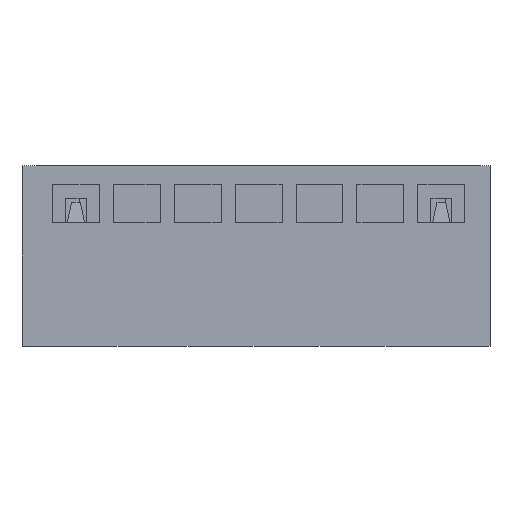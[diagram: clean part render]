
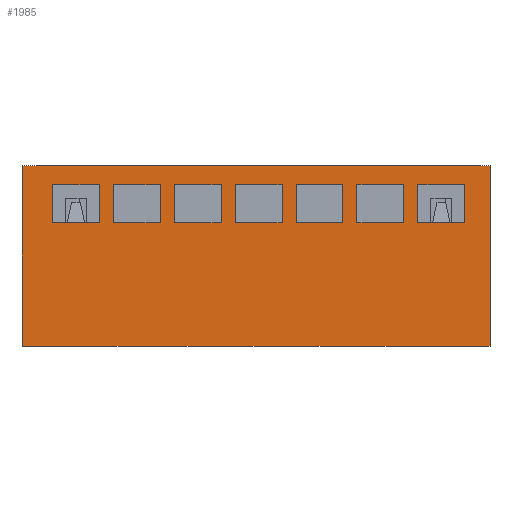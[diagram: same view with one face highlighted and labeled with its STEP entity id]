
A CAD part, front view. The second image highlights one B-rep face of the part: STEP entity #1985.
In plain terms, the highlighted planar face has unit normal (0, -1, 0).
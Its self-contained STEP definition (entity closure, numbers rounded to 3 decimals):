
#1793=FACE_BOUND('',#2719,.T.);
#1794=FACE_BOUND('',#2720,.T.);
#1795=FACE_BOUND('',#2721,.T.);
#1796=FACE_BOUND('',#2722,.T.);
#1797=FACE_BOUND('',#2723,.T.);
#1798=FACE_BOUND('',#2724,.T.);
#1799=FACE_BOUND('',#2725,.T.);
#1800=FACE_BOUND('',#2726,.T.);
#1985=ADVANCED_FACE('',(#1793,#1794,#1795,#1796,#1797,#1798,#1799,#1800),
#2229,.T.);
#2229=PLANE('',#6756);
#2719=EDGE_LOOP('',(#3528,#3529,#3530,#3531));
#2720=EDGE_LOOP('',(#3532,#3533,#3534,#3535));
#2721=EDGE_LOOP('',(#3536,#3537,#3538,#3539));
#2722=EDGE_LOOP('',(#3540,#3541,#3542,#3543));
#2723=EDGE_LOOP('',(#3544,#3545,#3546,#3547));
#2724=EDGE_LOOP('',(#3548,#3549,#3550,#3551));
#2725=EDGE_LOOP('',(#3552,#3553,#3554,#3555));
#2726=EDGE_LOOP('',(#3556,#3557,#3558,#3559));
#3528=ORIENTED_EDGE('',*,*,#5025,.T.);
#3529=ORIENTED_EDGE('',*,*,#4949,.T.);
#3530=ORIENTED_EDGE('',*,*,#4947,.T.);
#3531=ORIENTED_EDGE('',*,*,#4945,.T.);
#3532=ORIENTED_EDGE('',*,*,#4943,.T.);
#3533=ORIENTED_EDGE('',*,*,#4941,.T.);
#3534=ORIENTED_EDGE('',*,*,#4939,.T.);
#3535=ORIENTED_EDGE('',*,*,#4937,.T.);
#3536=ORIENTED_EDGE('',*,*,#4935,.T.);
#3537=ORIENTED_EDGE('',*,*,#4933,.T.);
#3538=ORIENTED_EDGE('',*,*,#4931,.T.);
#3539=ORIENTED_EDGE('',*,*,#4929,.T.);
#3540=ORIENTED_EDGE('',*,*,#4927,.T.);
#3541=ORIENTED_EDGE('',*,*,#4925,.T.);
#3542=ORIENTED_EDGE('',*,*,#4923,.T.);
#3543=ORIENTED_EDGE('',*,*,#4921,.T.);
#3544=ORIENTED_EDGE('',*,*,#5026,.F.);
#3545=ORIENTED_EDGE('',*,*,#5027,.T.);
#3546=ORIENTED_EDGE('',*,*,#5002,.F.);
#3547=ORIENTED_EDGE('',*,*,#4974,.T.);
#3548=ORIENTED_EDGE('',*,*,#5028,.T.);
#3549=ORIENTED_EDGE('',*,*,#5029,.T.);
#3550=ORIENTED_EDGE('',*,*,#5030,.T.);
#3551=ORIENTED_EDGE('',*,*,#5031,.T.);
#3552=ORIENTED_EDGE('',*,*,#5032,.T.);
#3553=ORIENTED_EDGE('',*,*,#5033,.T.);
#3554=ORIENTED_EDGE('',*,*,#5034,.T.);
#3555=ORIENTED_EDGE('',*,*,#5035,.T.);
#3556=ORIENTED_EDGE('',*,*,#5036,.T.);
#3557=ORIENTED_EDGE('',*,*,#5037,.T.);
#3558=ORIENTED_EDGE('',*,*,#5038,.T.);
#3559=ORIENTED_EDGE('',*,*,#5039,.T.);
#4400=VERTEX_POINT('',#8648);
#4401=VERTEX_POINT('',#8650);
#4402=VERTEX_POINT('',#8654);
#4403=VERTEX_POINT('',#8658);
#4404=VERTEX_POINT('',#8664);
#4405=VERTEX_POINT('',#8666);
#4406=VERTEX_POINT('',#8670);
#4407=VERTEX_POINT('',#8674);
#4408=VERTEX_POINT('',#8680);
#4409=VERTEX_POINT('',#8682);
#4410=VERTEX_POINT('',#8686);
#4411=VERTEX_POINT('',#8690);
#4412=VERTEX_POINT('',#8696);
#4413=VERTEX_POINT('',#8698);
#4414=VERTEX_POINT('',#8702);
#4415=VERTEX_POINT('',#8706);
#4429=VERTEX_POINT('',#8752);
#4430=VERTEX_POINT('',#8754);
#4442=VERTEX_POINT('',#8818);
#4460=VERTEX_POINT('',#8861);
#4461=VERTEX_POINT('',#8864);
#4462=VERTEX_POINT('',#8865);
#4463=VERTEX_POINT('',#8867);
#4464=VERTEX_POINT('',#8869);
#4465=VERTEX_POINT('',#8872);
#4466=VERTEX_POINT('',#8873);
#4467=VERTEX_POINT('',#8875);
#4468=VERTEX_POINT('',#8877);
#4469=VERTEX_POINT('',#8880);
#4470=VERTEX_POINT('',#8881);
#4471=VERTEX_POINT('',#8883);
#4472=VERTEX_POINT('',#8885);
#4921=EDGE_CURVE('',#4401,#4400,#5588,.T.);
#4923=EDGE_CURVE('',#4402,#4401,#5590,.T.);
#4925=EDGE_CURVE('',#4403,#4402,#5592,.T.);
#4927=EDGE_CURVE('',#4400,#4403,#5594,.T.);
#4929=EDGE_CURVE('',#4405,#4404,#5596,.T.);
#4931=EDGE_CURVE('',#4406,#4405,#5598,.T.);
#4933=EDGE_CURVE('',#4407,#4406,#5600,.T.);
#4935=EDGE_CURVE('',#4404,#4407,#5602,.T.);
#4937=EDGE_CURVE('',#4409,#4408,#5604,.T.);
#4939=EDGE_CURVE('',#4410,#4409,#5606,.T.);
#4941=EDGE_CURVE('',#4411,#4410,#5608,.T.);
#4943=EDGE_CURVE('',#4408,#4411,#5610,.T.);
#4945=EDGE_CURVE('',#4413,#4412,#5612,.T.);
#4947=EDGE_CURVE('',#4414,#4413,#5614,.T.);
#4949=EDGE_CURVE('',#4415,#4414,#5616,.T.);
#4974=EDGE_CURVE('',#4430,#4429,#5640,.T.);
#5002=EDGE_CURVE('',#4430,#4442,#5665,.T.);
#5025=EDGE_CURVE('',#4412,#4415,#5688,.T.);
#5026=EDGE_CURVE('',#4460,#4429,#5689,.T.);
#5027=EDGE_CURVE('',#4460,#4442,#5690,.T.);
#5028=EDGE_CURVE('',#4461,#4462,#5691,.T.);
#5029=EDGE_CURVE('',#4462,#4463,#5692,.T.);
#5030=EDGE_CURVE('',#4463,#4464,#5693,.T.);
#5031=EDGE_CURVE('',#4464,#4461,#5694,.T.);
#5032=EDGE_CURVE('',#4465,#4466,#5695,.T.);
#5033=EDGE_CURVE('',#4466,#4467,#5696,.T.);
#5034=EDGE_CURVE('',#4467,#4468,#5697,.T.);
#5035=EDGE_CURVE('',#4468,#4465,#5698,.T.);
#5036=EDGE_CURVE('',#4469,#4470,#5699,.T.);
#5037=EDGE_CURVE('',#4470,#4471,#5700,.T.);
#5038=EDGE_CURVE('',#4471,#4472,#5701,.T.);
#5039=EDGE_CURVE('',#4472,#4469,#5702,.T.);
#5588=LINE('',#8649,#6244);
#5590=LINE('',#8653,#6246);
#5592=LINE('',#8657,#6248);
#5594=LINE('',#8661,#6250);
#5596=LINE('',#8665,#6252);
#5598=LINE('',#8669,#6254);
#5600=LINE('',#8673,#6256);
#5602=LINE('',#8677,#6258);
#5604=LINE('',#8681,#6260);
#5606=LINE('',#8685,#6262);
#5608=LINE('',#8689,#6264);
#5610=LINE('',#8693,#6266);
#5612=LINE('',#8697,#6268);
#5614=LINE('',#8701,#6270);
#5616=LINE('',#8705,#6272);
#5640=LINE('',#8753,#6296);
#5665=LINE('',#8817,#6321);
#5688=LINE('',#8859,#6344);
#5689=LINE('',#8860,#6345);
#5690=LINE('',#8862,#6346);
#5691=LINE('',#8863,#6347);
#5692=LINE('',#8866,#6348);
#5693=LINE('',#8868,#6349);
#5694=LINE('',#8870,#6350);
#5695=LINE('',#8871,#6351);
#5696=LINE('',#8874,#6352);
#5697=LINE('',#8876,#6353);
#5698=LINE('',#8878,#6354);
#5699=LINE('',#8879,#6355);
#5700=LINE('',#8882,#6356);
#5701=LINE('',#8884,#6357);
#5702=LINE('',#8886,#6358);
#6244=VECTOR('',#7363,1.);
#6246=VECTOR('',#7367,1.);
#6248=VECTOR('',#7371,1.);
#6250=VECTOR('',#7375,1.);
#6252=VECTOR('',#7379,1.);
#6254=VECTOR('',#7383,1.);
#6256=VECTOR('',#7387,1.);
#6258=VECTOR('',#7391,1.);
#6260=VECTOR('',#7395,1.);
#6262=VECTOR('',#7399,1.);
#6264=VECTOR('',#7403,1.);
#6266=VECTOR('',#7407,1.);
#6268=VECTOR('',#7411,1.);
#6270=VECTOR('',#7415,1.);
#6272=VECTOR('',#7419,1.);
#6296=VECTOR('',#7461,1.);
#6321=VECTOR('',#7516,1.);
#6344=VECTOR('',#7541,1.);
#6345=VECTOR('',#7542,1.);
#6346=VECTOR('',#7543,1.);
#6347=VECTOR('',#7544,1.);
#6348=VECTOR('',#7545,1.);
#6349=VECTOR('',#7546,1.);
#6350=VECTOR('',#7547,1.);
#6351=VECTOR('',#7548,1.);
#6352=VECTOR('',#7549,1.);
#6353=VECTOR('',#7550,1.);
#6354=VECTOR('',#7551,1.);
#6355=VECTOR('',#7552,1.);
#6356=VECTOR('',#7553,1.);
#6357=VECTOR('',#7554,1.);
#6358=VECTOR('',#7555,1.);
#6756=AXIS2_PLACEMENT_3D('',#8887,#7556,#7557);
#7363=DIRECTION('',(0.,0.,-1.));
#7367=DIRECTION('',(1.,0.,0.));
#7371=DIRECTION('',(0.,0.,1.));
#7375=DIRECTION('',(-1.,0.,0.));
#7379=DIRECTION('',(0.,0.,-1.));
#7383=DIRECTION('',(1.,0.,0.));
#7387=DIRECTION('',(0.,0.,1.));
#7391=DIRECTION('',(-1.,0.,0.));
#7395=DIRECTION('',(0.,0.,-1.));
#7399=DIRECTION('',(1.,0.,0.));
#7403=DIRECTION('',(0.,0.,1.));
#7407=DIRECTION('',(-1.,0.,0.));
#7411=DIRECTION('',(0.,0.,-1.));
#7415=DIRECTION('',(1.,0.,0.));
#7419=DIRECTION('',(0.,0.,1.));
#7461=DIRECTION('',(0.,0.,1.));
#7516=DIRECTION('',(-1.,0.,0.));
#7541=DIRECTION('',(-1.,0.,0.));
#7542=DIRECTION('',(1.,0.,0.));
#7543=DIRECTION('',(0.,0.,-1.));
#7544=DIRECTION('',(-1.,0.,0.));
#7545=DIRECTION('',(0.,0.,1.));
#7546=DIRECTION('',(1.,0.,0.));
#7547=DIRECTION('',(0.,0.,-1.));
#7548=DIRECTION('',(-1.,0.,0.));
#7549=DIRECTION('',(0.,0.,1.));
#7550=DIRECTION('',(1.,0.,0.));
#7551=DIRECTION('',(0.,0.,-1.));
#7552=DIRECTION('',(-1.,0.,0.));
#7553=DIRECTION('',(0.,0.,1.));
#7554=DIRECTION('',(1.,0.,0.));
#7555=DIRECTION('',(0.,0.,-1.));
#7556=DIRECTION('',(0.,-1.,0.));
#7557=DIRECTION('',(0.,0.,1.));
#8648=CARTESIAN_POINT('',(2.05,-8.5,-3.302));
#8649=CARTESIAN_POINT('',(2.05,-8.5,-10.4));
#8650=CARTESIAN_POINT('',(2.05,-8.5,-1.1));
#8653=CARTESIAN_POINT('',(-3.5,-8.5,-1.1));
#8654=CARTESIAN_POINT('',(-0.65,-8.5,-1.1));
#8657=CARTESIAN_POINT('',(-0.65,-8.5,-10.4));
#8658=CARTESIAN_POINT('',(-0.65,-8.5,-3.302));
#8661=CARTESIAN_POINT('',(13.4,-8.5,-3.302));
#8664=CARTESIAN_POINT('',(5.55,-8.5,-3.302));
#8665=CARTESIAN_POINT('',(5.55,-8.5,-10.4));
#8666=CARTESIAN_POINT('',(5.55,-8.5,-1.1));
#8669=CARTESIAN_POINT('',(-3.5,-8.5,-1.1));
#8670=CARTESIAN_POINT('',(2.85,-8.5,-1.1));
#8673=CARTESIAN_POINT('',(2.85,-8.5,-10.4));
#8674=CARTESIAN_POINT('',(2.85,-8.5,-3.302));
#8677=CARTESIAN_POINT('',(13.4,-8.5,-3.302));
#8680=CARTESIAN_POINT('',(9.05,-8.5,-3.302));
#8681=CARTESIAN_POINT('',(9.05,-8.5,-10.4));
#8682=CARTESIAN_POINT('',(9.05,-8.5,-1.1));
#8685=CARTESIAN_POINT('',(-3.5,-8.5,-1.1));
#8686=CARTESIAN_POINT('',(6.35,-8.5,-1.1));
#8689=CARTESIAN_POINT('',(6.35,-8.5,-10.4));
#8690=CARTESIAN_POINT('',(6.35,-8.5,-3.302));
#8693=CARTESIAN_POINT('',(13.4,-8.5,-3.302));
#8696=CARTESIAN_POINT('',(12.55,-8.5,-3.302));
#8697=CARTESIAN_POINT('',(12.55,-8.5,-10.4));
#8698=CARTESIAN_POINT('',(12.55,-8.5,-1.1));
#8701=CARTESIAN_POINT('',(-3.5,-8.5,-1.1));
#8702=CARTESIAN_POINT('',(9.85,-8.5,-1.1));
#8705=CARTESIAN_POINT('',(9.85,-8.5,-10.4));
#8706=CARTESIAN_POINT('',(9.85,-8.5,-3.302));
#8752=CARTESIAN_POINT('',(14.,-8.5,0.));
#8753=CARTESIAN_POINT('',(14.,-8.5,-10.4));
#8754=CARTESIAN_POINT('',(14.,-8.5,-10.4));
#8817=CARTESIAN_POINT('',(-10.5,-8.5,-10.4));
#8818=CARTESIAN_POINT('',(-12.9,-8.5,-10.4));
#8859=CARTESIAN_POINT('',(13.4,-8.5,-3.302));
#8860=CARTESIAN_POINT('',(-17.5,-8.5,0.));
#8861=CARTESIAN_POINT('',(-12.9,-8.5,0.));
#8862=CARTESIAN_POINT('',(-12.9,-8.5,-10.4));
#8863=CARTESIAN_POINT('',(23.9,-8.5,-3.302));
#8864=CARTESIAN_POINT('',(-8.45,-8.5,-3.302));
#8865=CARTESIAN_POINT('',(-11.15,-8.5,-3.302));
#8866=CARTESIAN_POINT('',(-11.15,-8.5,-10.4));
#8867=CARTESIAN_POINT('',(-11.15,-8.5,-1.1));
#8868=CARTESIAN_POINT('',(-7.,-8.5,-1.1));
#8869=CARTESIAN_POINT('',(-8.45,-8.5,-1.1));
#8870=CARTESIAN_POINT('',(-8.45,-8.5,-10.4));
#8871=CARTESIAN_POINT('',(23.9,-8.5,-3.302));
#8872=CARTESIAN_POINT('',(-4.95,-8.5,-3.302));
#8873=CARTESIAN_POINT('',(-7.65,-8.5,-3.302));
#8874=CARTESIAN_POINT('',(-7.65,-8.5,-10.4));
#8875=CARTESIAN_POINT('',(-7.65,-8.5,-1.1));
#8876=CARTESIAN_POINT('',(-7.,-8.5,-1.1));
#8877=CARTESIAN_POINT('',(-4.95,-8.5,-1.1));
#8878=CARTESIAN_POINT('',(-4.95,-8.5,-10.4));
#8879=CARTESIAN_POINT('',(23.9,-8.5,-3.302));
#8880=CARTESIAN_POINT('',(-1.45,-8.5,-3.302));
#8881=CARTESIAN_POINT('',(-4.15,-8.5,-3.302));
#8882=CARTESIAN_POINT('',(-4.15,-8.5,-10.4));
#8883=CARTESIAN_POINT('',(-4.15,-8.5,-1.1));
#8884=CARTESIAN_POINT('',(-7.,-8.5,-1.1));
#8885=CARTESIAN_POINT('',(-1.45,-8.5,-1.1));
#8886=CARTESIAN_POINT('',(-1.45,-8.5,-10.4));
#8887=CARTESIAN_POINT('',(-17.5,-8.5,-10.4));
